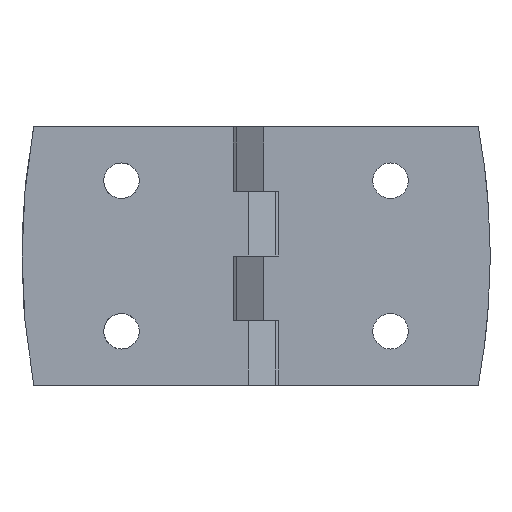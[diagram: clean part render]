
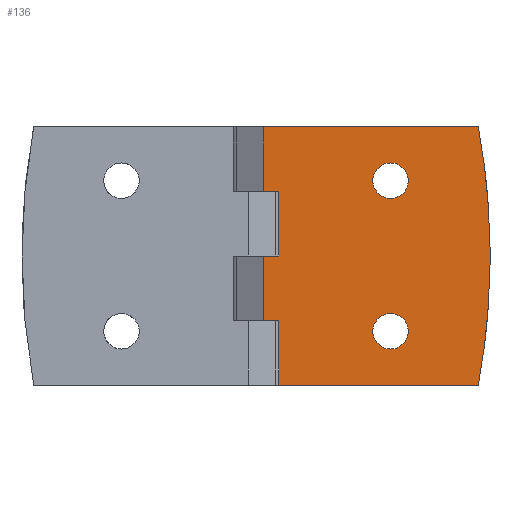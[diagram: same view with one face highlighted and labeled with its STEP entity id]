
A CAD part, front view. The second image highlights one B-rep face of the part: STEP entity #136.
In plain terms, the highlighted planar face has unit normal (0, -1, 0).
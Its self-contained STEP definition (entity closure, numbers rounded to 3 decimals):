
#136 = ADVANCED_FACE( '', ( #276, #277, #278 ), #279, .F. );
#276 = FACE_BOUND( '', #466, .T. );
#277 = FACE_BOUND( '', #467, .T. );
#278 = FACE_OUTER_BOUND( '', #468, .T. );
#279 = PLANE( '', #469 );
#466 = EDGE_LOOP( '', ( #650 ) );
#467 = EDGE_LOOP( '', ( #651 ) );
#468 = EDGE_LOOP( '', ( #652, #653, #654, #655, #656, #657, #658, #659, #660, #661, #662, #663 ) );
#469 = AXIS2_PLACEMENT_3D( '', #664, #665, #666 );
#650 = ORIENTED_EDGE( '', *, *, #1068, .T. );
#651 = ORIENTED_EDGE( '', *, *, #1069, .T. );
#652 = ORIENTED_EDGE( '', *, *, #1070, .T. );
#653 = ORIENTED_EDGE( '', *, *, #1071, .T. );
#654 = ORIENTED_EDGE( '', *, *, #1062, .T. );
#655 = ORIENTED_EDGE( '', *, *, #1072, .T. );
#656 = ORIENTED_EDGE( '', *, *, #1073, .F. );
#657 = ORIENTED_EDGE( '', *, *, #1074, .T. );
#658 = ORIENTED_EDGE( '', *, *, #1075, .F. );
#659 = ORIENTED_EDGE( '', *, *, #1076, .T. );
#660 = ORIENTED_EDGE( '', *, *, #1077, .T. );
#661 = ORIENTED_EDGE( '', *, *, #1078, .F. );
#662 = ORIENTED_EDGE( '', *, *, #1079, .F. );
#663 = ORIENTED_EDGE( '', *, *, #1080, .T. );
#664 = CARTESIAN_POINT( '', ( 1.4, -9., 24. ) );
#665 = DIRECTION( '', ( 0., 1., 0. ) );
#666 = DIRECTION( '', ( 0., 0., 1. ) );
#1062 = EDGE_CURVE( '', #1223, #1224, #1225, .T. );
#1068 = EDGE_CURVE( '', #1234, #1234, #1235, .T. );
#1069 = EDGE_CURVE( '', #1236, #1236, #1237, .T. );
#1070 = EDGE_CURVE( '', #1238, #1239, #1240, .T. );
#1071 = EDGE_CURVE( '', #1239, #1223, #1241, .T. );
#1072 = EDGE_CURVE( '', #1224, #1242, #1243, .F. );
#1073 = EDGE_CURVE( '', #1244, #1242, #1245, .T. );
#1074 = EDGE_CURVE( '', #1244, #1246, #1247, .F. );
#1075 = EDGE_CURVE( '', #1248, #1246, #1249, .T. );
#1076 = EDGE_CURVE( '', #1248, #1250, #1251, .T. );
#1077 = EDGE_CURVE( '', #1250, #1252, #1253, .T. );
#1078 = EDGE_CURVE( '', #1254, #1252, #1255, .T. );
#1079 = EDGE_CURVE( '', #1256, #1254, #1257, .T. );
#1080 = EDGE_CURVE( '', #1256, #1238, #1258, .T. );
#1223 = VERTEX_POINT( '', #1466 );
#1224 = VERTEX_POINT( '', #1467 );
#1225 = LINE( '', #1468, #1469 );
#1234 = VERTEX_POINT( '', #1480 );
#1235 = CIRCLE( '', #1481, 3.3 );
#1236 = VERTEX_POINT( '', #1482 );
#1237 = CIRCLE( '', #1483, 3.3 );
#1238 = VERTEX_POINT( '', #1484 );
#1239 = VERTEX_POINT( '', #1485 );
#1240 = LINE( '', #1486, #1487 );
#1241 = LINE( '', #1488, #1489 );
#1242 = VERTEX_POINT( '', #1490 );
#1243 = CIRCLE( '', #1491, 133.512 );
#1244 = VERTEX_POINT( '', #1492 );
#1245 = LINE( '', #1493, #1494 );
#1246 = VERTEX_POINT( '', #1495 );
#1247 = CIRCLE( '', #1496, 133.512 );
#1248 = VERTEX_POINT( '', #1497 );
#1249 = LINE( '', #1498, #1499 );
#1250 = VERTEX_POINT( '', #1500 );
#1251 = LINE( '', #1501, #1502 );
#1252 = VERTEX_POINT( '', #1503 );
#1253 = LINE( '', #1504, #1505 );
#1254 = VERTEX_POINT( '', #1506 );
#1255 = LINE( '', #1507, #1508 );
#1256 = VERTEX_POINT( '', #1509 );
#1257 = LINE( '', #1510, #1511 );
#1258 = LINE( '', #1512, #1513 );
#1466 = CARTESIAN_POINT( '', ( 4.2, -9., -24. ) );
#1467 = CARTESIAN_POINT( '', ( 41.325, -9., -24. ) );
#1468 = CARTESIAN_POINT( '', ( 1.4, -9., -24. ) );
#1469 = VECTOR( '', #2114, 1000. );
#1480 = CARTESIAN_POINT( '', ( 25., -9., -10.7 ) );
#1481 = AXIS2_PLACEMENT_3D( '', #2123, #2124, #2125 );
#1482 = CARTESIAN_POINT( '', ( 25., -9., 17.3 ) );
#1483 = AXIS2_PLACEMENT_3D( '', #2126, #2127, #2128 );
#1484 = CARTESIAN_POINT( '', ( 1.4, -9., -12. ) );
#1485 = CARTESIAN_POINT( '', ( 4.2, -9., -12. ) );
#1486 = CARTESIAN_POINT( '', ( 1.4, -9., -12. ) );
#1487 = VECTOR( '', #2129, 1000. );
#1488 = CARTESIAN_POINT( '', ( 4.2, -9., 24. ) );
#1489 = VECTOR( '', #2130, 1000. );
#1490 = CARTESIAN_POINT( '', ( 43.49, -9., -1.634 ) );
#1491 = AXIS2_PLACEMENT_3D( '', #2131, #2132, #2133 );
#1492 = CARTESIAN_POINT( '', ( 43.49, -9., 1.634 ) );
#1493 = CARTESIAN_POINT( '', ( 43.49, -9., 24. ) );
#1494 = VECTOR( '', #2134, 1000. );
#1495 = CARTESIAN_POINT( '', ( 41.325, -9., 24. ) );
#1496 = AXIS2_PLACEMENT_3D( '', #2135, #2136, #2137 );
#1497 = CARTESIAN_POINT( '', ( 1.4, -9., 24. ) );
#1498 = CARTESIAN_POINT( '', ( 1.4, -9., 24. ) );
#1499 = VECTOR( '', #2138, 1000. );
#1500 = CARTESIAN_POINT( '', ( 1.4, -9., 12. ) );
#1501 = CARTESIAN_POINT( '', ( 1.4, -9., 24. ) );
#1502 = VECTOR( '', #2139, 1000. );
#1503 = CARTESIAN_POINT( '', ( 4.2, -9., 12. ) );
#1504 = CARTESIAN_POINT( '', ( 1.4, -9., 12. ) );
#1505 = VECTOR( '', #2140, 1000. );
#1506 = CARTESIAN_POINT( '', ( 4.2, -9., 0. ) );
#1507 = CARTESIAN_POINT( '', ( 4.2, -9., 24. ) );
#1508 = VECTOR( '', #2141, 1000. );
#1509 = CARTESIAN_POINT( '', ( 1.4, -9., 0. ) );
#1510 = CARTESIAN_POINT( '', ( 1.4, -9., 0. ) );
#1511 = VECTOR( '', #2142, 1000. );
#1512 = CARTESIAN_POINT( '', ( 1.4, -9., 24. ) );
#1513 = VECTOR( '', #2143, 1000. );
#2114 = DIRECTION( '', ( 1., 0., 0. ) );
#2123 = CARTESIAN_POINT( '', ( 25., -9., -14. ) );
#2124 = DIRECTION( '', ( 0., 1., 0. ) );
#2125 = DIRECTION( '', ( 0., 0., 1. ) );
#2126 = CARTESIAN_POINT( '', ( 25., -9., 14. ) );
#2127 = DIRECTION( '', ( 0., 1., 0. ) );
#2128 = DIRECTION( '', ( 0., 0., 1. ) );
#2129 = DIRECTION( '', ( 1., 0., 0. ) );
#2130 = DIRECTION( '', ( 0., 0., -1. ) );
#2131 = CARTESIAN_POINT( '', ( -90.012, -9., 0. ) );
#2132 = DIRECTION( '', ( 0., 1., 0. ) );
#2133 = DIRECTION( '', ( 0., 0., 1. ) );
#2134 = DIRECTION( '', ( 0., 0., -1. ) );
#2135 = CARTESIAN_POINT( '', ( -90.012, -9., 0. ) );
#2136 = DIRECTION( '', ( 0., 1., 0. ) );
#2137 = DIRECTION( '', ( 0., 0., 1. ) );
#2138 = DIRECTION( '', ( 1., 0., 0. ) );
#2139 = DIRECTION( '', ( 0., 0., -1. ) );
#2140 = DIRECTION( '', ( 1., 0., 0. ) );
#2141 = DIRECTION( '', ( 0., 0., 1. ) );
#2142 = DIRECTION( '', ( 1., 0., 0. ) );
#2143 = DIRECTION( '', ( 0., 0., -1. ) );
